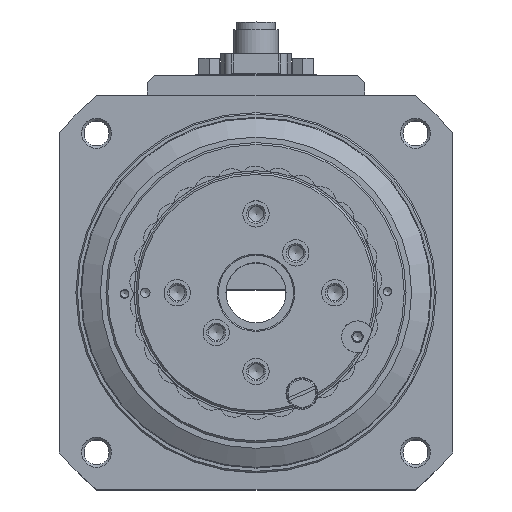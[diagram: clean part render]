
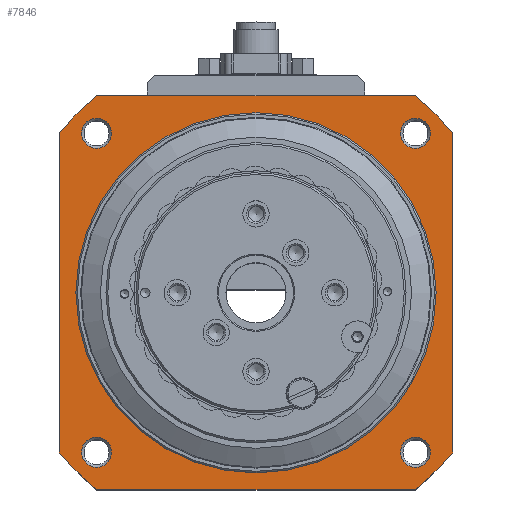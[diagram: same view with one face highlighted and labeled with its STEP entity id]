
A CAD part, top view. The second image highlights one B-rep face of the part: STEP entity #7846.
In plain terms, the highlighted planar face has unit normal (0, 0, 1).
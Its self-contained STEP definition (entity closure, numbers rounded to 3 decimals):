
#413=CIRCLE('',#9754,67.5);
#416=CIRCLE('',#9759,67.5);
#419=CIRCLE('',#9764,67.5);
#420=CIRCLE('',#9767,67.5);
#421=CIRCLE('',#9769,4.);
#422=CIRCLE('',#9770,4.);
#423=CIRCLE('',#9771,4.);
#424=CIRCLE('',#9772,4.);
#425=CIRCLE('',#9773,48.);
#1093=ORIENTED_EDGE('',*,*,#3127,.T.);
#1094=ORIENTED_EDGE('',*,*,#3128,.T.);
#1095=ORIENTED_EDGE('',*,*,#3129,.T.);
#1096=ORIENTED_EDGE('',*,*,#3130,.T.);
#1097=ORIENTED_EDGE('',*,*,#3131,.F.);
#1098=ORIENTED_EDGE('',*,*,#3108,.T.);
#1099=ORIENTED_EDGE('',*,*,#3111,.T.);
#1100=ORIENTED_EDGE('',*,*,#3115,.T.);
#1101=ORIENTED_EDGE('',*,*,#3117,.T.);
#1102=ORIENTED_EDGE('',*,*,#3121,.T.);
#1103=ORIENTED_EDGE('',*,*,#3123,.T.);
#1104=ORIENTED_EDGE('',*,*,#3125,.T.);
#1105=ORIENTED_EDGE('',*,*,#3126,.T.);
#3108=EDGE_CURVE('',#4140,#4139,#4923,.T.);
#3111=EDGE_CURVE('',#4139,#4141,#413,.T.);
#3115=EDGE_CURVE('',#4141,#4144,#4927,.T.);
#3117=EDGE_CURVE('',#4144,#4145,#416,.T.);
#3121=EDGE_CURVE('',#4145,#4148,#4930,.T.);
#3123=EDGE_CURVE('',#4148,#4149,#419,.T.);
#3125=EDGE_CURVE('',#4149,#4150,#4933,.T.);
#3126=EDGE_CURVE('',#4150,#4140,#420,.T.);
#3127=EDGE_CURVE('',#4151,#4151,#421,.T.);
#3128=EDGE_CURVE('',#4152,#4152,#422,.T.);
#3129=EDGE_CURVE('',#4153,#4153,#423,.T.);
#3130=EDGE_CURVE('',#4154,#4154,#424,.T.);
#3131=EDGE_CURVE('',#4155,#4155,#425,.T.);
#4139=VERTEX_POINT('',#13678);
#4140=VERTEX_POINT('',#13680);
#4141=VERTEX_POINT('',#13684);
#4144=VERTEX_POINT('',#13692);
#4145=VERTEX_POINT('',#13696);
#4148=VERTEX_POINT('',#13704);
#4149=VERTEX_POINT('',#13708);
#4150=VERTEX_POINT('',#13712);
#4151=VERTEX_POINT('',#13718);
#4152=VERTEX_POINT('',#13720);
#4153=VERTEX_POINT('',#13722);
#4154=VERTEX_POINT('',#13724);
#4155=VERTEX_POINT('',#13726);
#4923=LINE('',#13679,#5437);
#4927=LINE('',#13693,#5441);
#4930=LINE('',#13705,#5444);
#4933=LINE('',#13713,#5447);
#5437=VECTOR('',#10977,1000.);
#5441=VECTOR('',#10991,1000.);
#5444=VECTOR('',#11004,1000.);
#5447=VECTOR('',#11013,1000.);
#5934=EDGE_LOOP('',(#1093));
#5935=EDGE_LOOP('',(#1094));
#5936=EDGE_LOOP('',(#1095));
#5937=EDGE_LOOP('',(#1096));
#5938=EDGE_LOOP('',(#1097));
#5939=EDGE_LOOP('',(#1098,#1099,#1100,#1101,#1102,#1103,#1104,#1105));
#6772=FACE_BOUND('',#5934,.T.);
#6773=FACE_BOUND('',#5935,.T.);
#6774=FACE_BOUND('',#5936,.T.);
#6775=FACE_BOUND('',#5937,.T.);
#6776=FACE_BOUND('',#5938,.T.);
#6777=FACE_BOUND('',#5939,.T.);
#7598=PLANE('',#9768);
#7846=ADVANCED_FACE('',(#6772,#6773,#6774,#6775,#6776,#6777),#7598,.T.);
#9754=AXIS2_PLACEMENT_3D('',#13685,#10982,#10983);
#9759=AXIS2_PLACEMENT_3D('',#13697,#10995,#10996);
#9764=AXIS2_PLACEMENT_3D('',#13709,#11008,#11009);
#9767=AXIS2_PLACEMENT_3D('',#13715,#11016,#11017);
#9768=AXIS2_PLACEMENT_3D('',#13716,#11018,#11019);
#9769=AXIS2_PLACEMENT_3D('',#13717,#11020,#11021);
#9770=AXIS2_PLACEMENT_3D('',#13719,#11022,#11023);
#9771=AXIS2_PLACEMENT_3D('',#13721,#11024,#11025);
#9772=AXIS2_PLACEMENT_3D('',#13723,#11026,#11027);
#9773=AXIS2_PLACEMENT_3D('',#13725,#11028,#11029);
#10977=DIRECTION('',(0.,-1.,0.));
#10982=DIRECTION('',(0.,0.,1.));
#10983=DIRECTION('',(1.,0.,0.));
#10991=DIRECTION('',(1.,0.,0.));
#10995=DIRECTION('',(0.,0.,1.));
#10996=DIRECTION('',(1.,0.,0.));
#11004=DIRECTION('',(0.,1.,0.));
#11008=DIRECTION('',(0.,0.,1.));
#11009=DIRECTION('',(1.,0.,0.));
#11013=DIRECTION('',(-1.,0.,0.));
#11016=DIRECTION('',(0.,0.,1.));
#11017=DIRECTION('',(1.,0.,0.));
#11018=DIRECTION('',(0.,0.,1.));
#11019=DIRECTION('',(1.,0.,0.));
#11020=DIRECTION('',(0.,0.,-1.));
#11021=DIRECTION('',(-1.,0.,0.));
#11022=DIRECTION('',(0.,0.,-1.));
#11023=DIRECTION('',(-1.,0.,0.));
#11024=DIRECTION('',(0.,0.,-1.));
#11025=DIRECTION('',(-1.,0.,0.));
#11026=DIRECTION('',(0.,0.,-1.));
#11027=DIRECTION('',(-1.,0.,0.));
#11028=DIRECTION('',(0.,0.,1.));
#11029=DIRECTION('',(1.,0.,0.));
#13678=CARTESIAN_POINT('',(-52.5,-42.426,46.5));
#13679=CARTESIAN_POINT('',(-52.5,42.426,46.5));
#13680=CARTESIAN_POINT('',(-52.5,42.426,46.5));
#13684=CARTESIAN_POINT('',(-42.426,-52.5,46.5));
#13685=CARTESIAN_POINT('',(0.,0.,
46.5));
#13692=CARTESIAN_POINT('',(42.426,-52.5,46.5));
#13693=CARTESIAN_POINT('',(-42.426,-52.5,46.5));
#13696=CARTESIAN_POINT('',(52.5,-42.426,46.5));
#13697=CARTESIAN_POINT('',(0.,0.,46.5));
#13704=CARTESIAN_POINT('',(52.5,42.426,46.5));
#13705=CARTESIAN_POINT('',(52.5,-42.426,46.5));
#13708=CARTESIAN_POINT('',(42.426,52.5,46.5));
#13709=CARTESIAN_POINT('',(0.,0.,46.5));
#13712=CARTESIAN_POINT('',(-42.426,52.5,46.5));
#13713=CARTESIAN_POINT('',(42.426,52.5,46.5));
#13715=CARTESIAN_POINT('',(0.,0.,46.5));
#13716=CARTESIAN_POINT('',(0.,0.,
46.5));
#13717=CARTESIAN_POINT('',(-42.5,42.5,46.5));
#13718=CARTESIAN_POINT('',(-46.5,42.5,46.5));
#13719=CARTESIAN_POINT('',(42.5,-42.5,46.5));
#13720=CARTESIAN_POINT('',(38.5,-42.5,46.5));
#13721=CARTESIAN_POINT('',(-42.5,-42.5,46.5));
#13722=CARTESIAN_POINT('',(-46.5,-42.5,46.5));
#13723=CARTESIAN_POINT('',(42.5,42.5,46.5));
#13724=CARTESIAN_POINT('',(38.5,42.5,46.5));
#13725=CARTESIAN_POINT('',(0.,0.,46.5));
#13726=CARTESIAN_POINT('',(48.,0.,46.5));
